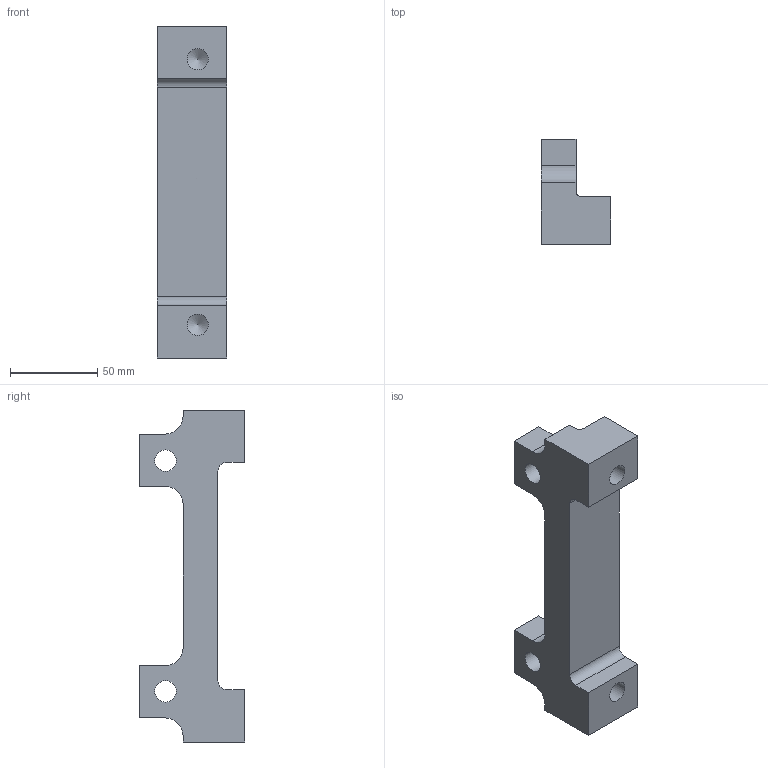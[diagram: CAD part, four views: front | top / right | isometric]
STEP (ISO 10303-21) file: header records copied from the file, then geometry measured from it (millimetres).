
FILE_DESCRIPTION(/* description */ (''),/* implementation_level */ '2;1');
FILE_NAME(/* name */ 'support-etrier-Dynapro.stp',/* time_stamp */ '2019-11-08T14:37:35+01:00',/* author */ (''),/* organization */ (''),/* preprocessor_version */ 'ST-DEVELOPER v16',/* originating_system */ 'SIEMENS PLM Software NX 11.0',/* authorisation */ '');
FILE_SCHEMA (('AUTOMOTIVE_DESIGN { 1 0 10303 214 3 1 1 1 }'));
Length unit declared in the file: millimetre
Products named in the file (1): support-etrier-Dynapro
Bounding box: 40 x 60.29 x 190 mm (x, y, z)
Volume: 180787.2 mm3; surface area: 35547.5 mm2
Topology: 1 solids, 1 shells, 33 faces, 93 edges, 62 vertices
Faces by surface type: plane 20, cylinder 11, cone 2
Full cylindrical faces by diameter (mm): 12.25 x4
Entity records: 1043 total; most frequent: CARTESIAN_POINT 177, DIRECTION 173, ORIENTED_EDGE 166, EDGE_CURVE 83, LINE 61, VECTOR 61, VERTEX_POINT 60, AXIS2_PLACEMENT_3D 56
